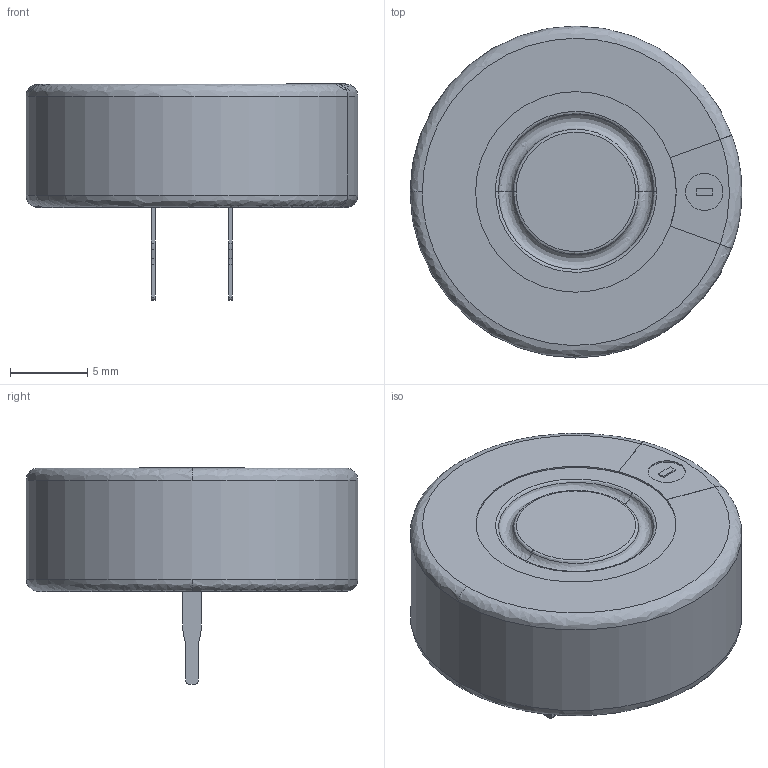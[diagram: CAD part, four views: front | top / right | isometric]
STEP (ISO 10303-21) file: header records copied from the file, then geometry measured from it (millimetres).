
FILE_DESCRIPTION (( 'STEP AP214' ), '1' );
FILE_NAME ('User Library-Ionistor.STEP', '2013-06-18T11:03:25', ( 'Windows User' ), ( '' ), 'SwSTEP 2.0', 'SolidWorks 2013', '' );
FILE_SCHEMA (( 'AUTOMOTIVE_DESIGN' ));
Length unit declared in the file: millimetre
Products named in the file (1): User Library-Ionistor
Bounding box: 21.51 x 21.5 x 14.01 mm (x, y, z)
Volume: 2850.2 mm3; surface area: 1275 mm2
Topology: 1 solids, 1 shells, 71 faces, 188 edges, 124 vertices
Faces by surface type: plane 36, cylinder 23, bspline 12
Entity records: 3229 total; most frequent: CARTESIAN_POINT 676, ORIENTED_EDGE 376, DIRECTION 354, EDGE_CURVE 188, AXIS2_PLACEMENT_3D 124, VERTEX_POINT 124, LINE 106, VECTOR 106
